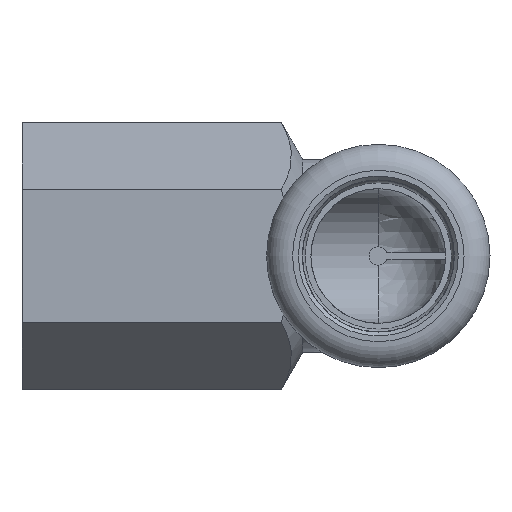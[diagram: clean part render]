
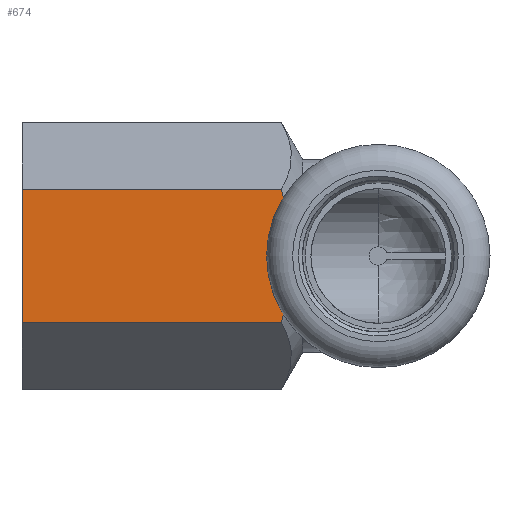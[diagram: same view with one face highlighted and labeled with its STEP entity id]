
A CAD part, front view. The second image highlights one B-rep face of the part: STEP entity #674.
In plain terms, the highlighted planar face has unit normal (0, -1, 0).
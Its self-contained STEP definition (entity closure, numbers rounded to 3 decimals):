
#18=(
BOUNDED_CURVE()
B_SPLINE_CURVE(2,(#1217,#1218,#1219),.UNSPECIFIED.,.F.,.F.)
B_SPLINE_CURVE_WITH_KNOTS((3,3),(0.,0.427),.UNSPECIFIED.)
CURVE()
GEOMETRIC_REPRESENTATION_ITEM()
RATIONAL_B_SPLINE_CURVE((1.,1.047,1.066))
REPRESENTATION_ITEM($)
);
#25=(
BOUNDED_CURVE()
B_SPLINE_CURVE(2,(#1245,#1246,#1247),.UNSPECIFIED.,.F.,.F.)
B_SPLINE_CURVE_WITH_KNOTS((3,3),(0.975,1.402),
 .UNSPECIFIED.)
CURVE()
GEOMETRIC_REPRESENTATION_ITEM()
RATIONAL_B_SPLINE_CURVE((1.066,1.047,1.))
REPRESENTATION_ITEM($)
);
#139=FACE_OUTER_BOUND($,#210,.T.);
#210=EDGE_LOOP($,(#567,#568,#569,#570,#571,#572));
#226=LINE($,#1054,#248);
#232=LINE($,#1277,#254);
#233=LINE($,#1278,#255);
#248=VECTOR($,#878,13.856);
#254=VECTOR($,#942,26.924);
#255=VECTOR($,#943,26.924);
#295=CIRCLE($,#759,9.504);
#325=VERTEX_POINT($,#1051);
#326=VERTEX_POINT($,#1053);
#344=VERTEX_POINT($,#1207);
#345=VERTEX_POINT($,#1216);
#350=VERTEX_POINT($,#1240);
#351=VERTEX_POINT($,#1244);
#390=EDGE_CURVE($,#326,#325,#226,.T.);
#413=EDGE_CURVE($,#345,#344,#18,.T.);
#420=EDGE_CURVE($,#351,#350,#25,.T.);
#430=EDGE_CURVE($,#344,#351,#295,.T.);
#431=EDGE_CURVE($,#326,#350,#232,.T.);
#432=EDGE_CURVE($,#325,#345,#233,.T.);
#567=ORIENTED_EDGE($,*,*,#430,.T.);
#568=ORIENTED_EDGE($,*,*,#420,.T.);
#569=ORIENTED_EDGE($,*,*,#431,.F.);
#570=ORIENTED_EDGE($,*,*,#390,.T.);
#571=ORIENTED_EDGE($,*,*,#432,.T.);
#572=ORIENTED_EDGE($,*,*,#413,.T.);
#606=PLANE($,#761);
#674=ADVANCED_FACE($,(#139),#606,.T.);
#759=AXIS2_PLACEMENT_3D($,#1274,#936,#937);
#761=AXIS2_PLACEMENT_3D($,#1276,#940,#941);
#878=DIRECTION($,(0.,0.,1.));
#936=DIRECTION('center_axis',(0.,1.,0.));
#937=DIRECTION('ref_axis',(-1.,0.,0.));
#940=DIRECTION('center_axis',(0.,-1.,0.));
#941=DIRECTION('ref_axis',(0.,0.,-1.));
#942=DIRECTION($,(-1.,0.,0.));
#943=DIRECTION($,(-1.,0.,0.));
#1051=CARTESIAN_POINT('',(37.,16.,6.928));
#1053=CARTESIAN_POINT('',(37.,16.,-6.928));
#1054=CARTESIAN_POINT($,(37.,16.,-6.928));
#1207=CARTESIAN_POINT('',(9.158,16.,2.541));
#1216=CARTESIAN_POINT('',(10.076,16.,6.928));
#1217=CARTESIAN_POINT('Ctrl Pts',(10.076,16.,6.928));
#1218=CARTESIAN_POINT('Ctrl Pts',(9.405,16.,4.601));
#1219=CARTESIAN_POINT('Ctrl Pts',(9.158,16.,2.541));
#1240=CARTESIAN_POINT('',(10.076,16.,-6.928));
#1244=CARTESIAN_POINT('',(9.158,16.,-2.541));
#1245=CARTESIAN_POINT('Ctrl Pts',(9.158,16.,-2.541));
#1246=CARTESIAN_POINT('Ctrl Pts',(9.405,16.,-4.601));
#1247=CARTESIAN_POINT('Ctrl Pts',(10.076,16.,-6.928));
#1274=CARTESIAN_POINT('Origin',(0.,16.,0.));
#1276=CARTESIAN_POINT('Origin',(37.,16.,6.928));
#1277=CARTESIAN_POINT($,(37.,16.,-6.928));
#1278=CARTESIAN_POINT($,(37.,16.,6.928));
